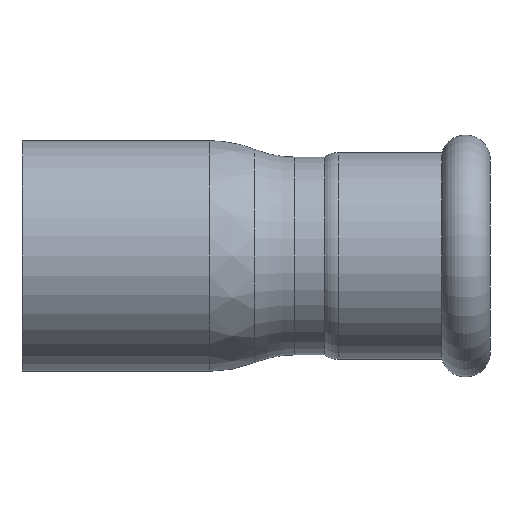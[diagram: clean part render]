
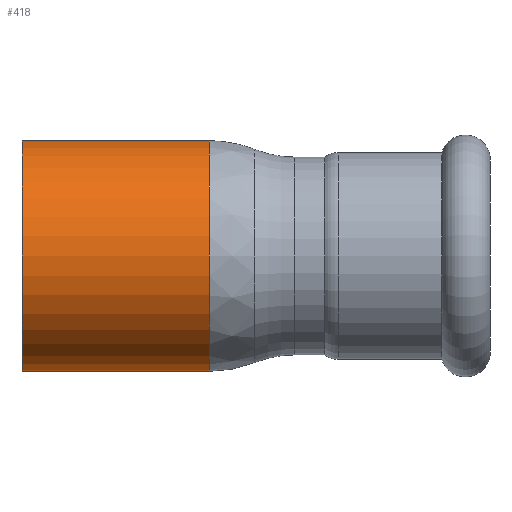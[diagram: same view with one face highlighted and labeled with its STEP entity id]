
A CAD part, front view. The second image highlights one B-rep face of the part: STEP entity #418.
In plain terms, the highlighted cylindrical face has radius 17.5 mm (diameter 35 mm), a full revolution.
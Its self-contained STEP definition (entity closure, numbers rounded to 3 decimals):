
#26=LINE('',#813,#35);
#35=VECTOR('',#642,17.5);
#43=CYLINDRICAL_SURFACE('',#498,17.5);
#59=FACE_OUTER_BOUND('',#79,.T.);
#79=EDGE_LOOP('',(#353,#354,#355,#356,#357,#358,#359));
#125=CIRCLE('',#496,17.5);
#126=CIRCLE('',#497,17.5);
#127=CIRCLE('',#499,17.5);
#128=CIRCLE('',#500,17.5);
#129=CIRCLE('',#501,17.5);
#178=VERTEX_POINT('',#803);
#179=VERTEX_POINT('',#804);
#180=VERTEX_POINT('',#808);
#181=VERTEX_POINT('',#809);
#182=VERTEX_POINT('',#811);
#240=EDGE_CURVE('',#178,#179,#125,.T.);
#241=EDGE_CURVE('',#179,#178,#126,.T.);
#242=EDGE_CURVE('',#180,#181,#127,.T.);
#243=EDGE_CURVE('',#182,#180,#128,.T.);
#244=EDGE_CURVE('',#182,#179,#26,.T.);
#245=EDGE_CURVE('',#181,#182,#129,.T.);
#353=ORIENTED_EDGE('',*,*,#242,.F.);
#354=ORIENTED_EDGE('',*,*,#243,.F.);
#355=ORIENTED_EDGE('',*,*,#244,.T.);
#356=ORIENTED_EDGE('',*,*,#241,.T.);
#357=ORIENTED_EDGE('',*,*,#240,.T.);
#358=ORIENTED_EDGE('',*,*,#244,.F.);
#359=ORIENTED_EDGE('',*,*,#245,.F.);
#418=ADVANCED_FACE('',(#59),#43,.T.);
#496=AXIS2_PLACEMENT_3D('',#805,#632,#633);
#497=AXIS2_PLACEMENT_3D('',#806,#634,#635);
#498=AXIS2_PLACEMENT_3D('',#807,#636,#637);
#499=AXIS2_PLACEMENT_3D('',#810,#638,#639);
#500=AXIS2_PLACEMENT_3D('',#812,#640,#641);
#501=AXIS2_PLACEMENT_3D('',#814,#643,#644);
#632=DIRECTION('center_axis',(1.,0.,0.));
#633=DIRECTION('ref_axis',(0.,1.,0.));
#634=DIRECTION('center_axis',(1.,0.,0.));
#635=DIRECTION('ref_axis',(0.,1.,0.));
#636=DIRECTION('center_axis',(1.,0.,0.));
#637=DIRECTION('ref_axis',(0.,1.,0.));
#638=DIRECTION('center_axis',(1.,0.,0.));
#639=DIRECTION('ref_axis',(0.,1.,0.));
#640=DIRECTION('center_axis',(1.,0.,0.));
#641=DIRECTION('ref_axis',(0.,1.,0.));
#642=DIRECTION('',(-1.,0.,0.));
#643=DIRECTION('center_axis',(1.,0.,0.));
#644=DIRECTION('ref_axis',(0.,1.,0.));
#803=CARTESIAN_POINT('',(-71.,17.5,0.));
#804=CARTESIAN_POINT('',(-71.,-17.5,0.));
#805=CARTESIAN_POINT('Origin',(-71.,0.,0.));
#806=CARTESIAN_POINT('Origin',(-71.,0.,0.));
#807=CARTESIAN_POINT('Origin',(-56.795,0.,0.));
#808=CARTESIAN_POINT('',(-42.59,17.5,0.));
#809=CARTESIAN_POINT('',(-42.59,0.,17.5));
#810=CARTESIAN_POINT('Origin',(-42.59,0.,0.));
#811=CARTESIAN_POINT('',(-42.59,-17.5,0.));
#812=CARTESIAN_POINT('Origin',(-42.59,0.,0.));
#813=CARTESIAN_POINT('',(-56.795,-17.5,0.));
#814=CARTESIAN_POINT('Origin',(-42.59,0.,0.));
